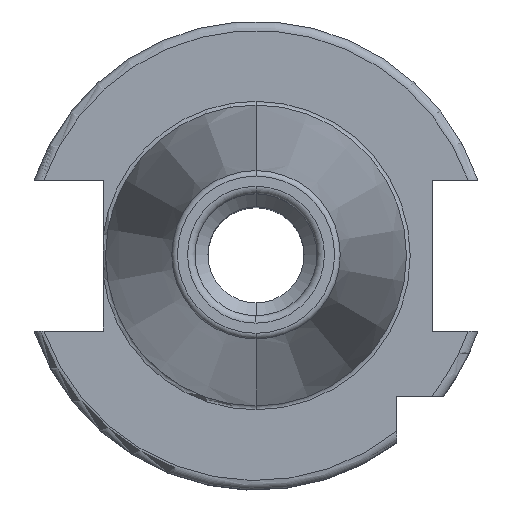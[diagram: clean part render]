
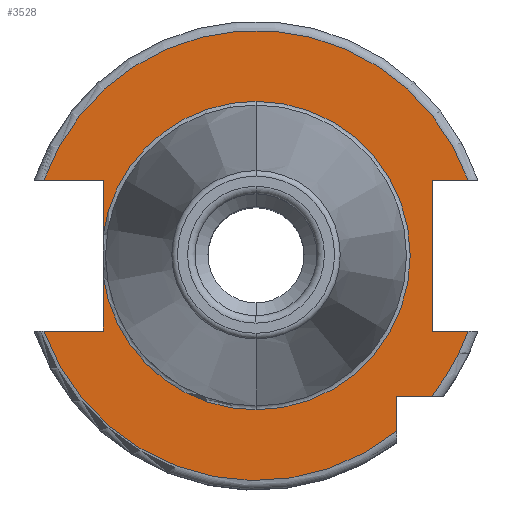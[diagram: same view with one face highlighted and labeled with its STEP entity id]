
A CAD part, top view. The second image highlights one B-rep face of the part: STEP entity #3528.
In plain terms, the highlighted planar face has unit normal (0, 0, 1).
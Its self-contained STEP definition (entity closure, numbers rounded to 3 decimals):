
#799=CARTESIAN_POINT('',(0,0,15.9));
#800=DIRECTION('',(0,0,-1));
#801=DIRECTION('',(0,1,0));
#802=AXIS2_PLACEMENT_3D('',#799,#800,#801);
#815=CARTESIAN_POINT('',(0,0,15.9));
#816=DIRECTION('',(0,0,1));
#817=DIRECTION('',(0,1,0));
#818=AXIS2_PLACEMENT_3D('',#815,#816,#817);
#830=CARTESIAN_POINT('',(0,0,15.9));
#831=DIRECTION('',(0,0,1));
#832=DIRECTION('',(-0.991,-0.135,0));
#833=AXIS2_PLACEMENT_3D('',#830,#831,#832);
#981=DIRECTION('',(1,0,0));
#982=VECTOR('',#981,6.31);
#983=CARTESIAN_POINT('',(-22.61,-8.05,15.9));
#984=LINE('',#983,#982);
#985=DIRECTION('',(0,1,0));
#986=VECTOR('',#985,5.834);
#987=CARTESIAN_POINT('',(-16.3,-8.05,15.9));
#988=LINE('',#987,#986);
#989=DIRECTION('',(0,1,0));
#990=VECTOR('',#989,5.834);
#991=CARTESIAN_POINT('',(-16.3,2.216,15.9));
#992=LINE('',#991,#990);
#993=DIRECTION('',(1,0,0));
#994=VECTOR('',#993,6.31);
#995=CARTESIAN_POINT('',(-22.61,8.05,15.9));
#996=LINE('',#995,#994);
#997=DIRECTION('',(-1,0,0));
#998=VECTOR('',#997,3.81);
#999=CARTESIAN_POINT('',(22.61,8.05,15.9));
#1000=LINE('',#999,#998);
#1001=DIRECTION('',(0,-1,0));
#1002=VECTOR('',#1001,16.1);
#1003=CARTESIAN_POINT('',(18.8,8.05,15.9));
#1004=LINE('',#1003,#1002);
#1005=DIRECTION('',(-1,0,0));
#1006=VECTOR('',#1005,3.81);
#1007=CARTESIAN_POINT('',(22.61,-8.05,15.9));
#1008=LINE('',#1007,#1006);
#1009=CARTESIAN_POINT('',(0,0,15.9));
#1010=DIRECTION('',(0,0,1));
#1011=DIRECTION('',(0.781,-0.625,0));
#1012=AXIS2_PLACEMENT_3D('',#1009,#1010,#1011);
#1014=DIRECTION('',(-1,0,0));
#1015=VECTOR('',#1014,3.735);
#1016=CARTESIAN_POINT('',(18.735,-15,15.9));
#1017=LINE('',#1016,#1015);
#1018=DIRECTION('',(0,1,0));
#1019=VECTOR('',#1018,3.735);
#1020=CARTESIAN_POINT('',(15,-18.735,15.9));
#1021=LINE('',#1020,#1019);
#1535=CARTESIAN_POINT('',(0,0,15.9));
#1536=DIRECTION('',(0,0,1));
#1537=DIRECTION('',(0.942,0.335,0));
#1538=AXIS2_PLACEMENT_3D('',#1535,#1536,#1537);
#1586=CARTESIAN_POINT('',(0,0,15.9));
#1587=DIRECTION('',(0,0,1));
#1588=DIRECTION('',(-0.942,-0.335,0));
#1589=AXIS2_PLACEMENT_3D('',#1586,#1587,#1588);
#1690=CARTESIAN_POINT('',(0,16.45,15.9));
#1692=VERTEX_POINT('',#1690);
#1712=CARTESIAN_POINT('',(0,-16.45,15.9));
#1714=VERTEX_POINT('',#1712);
#1824=CARTESIAN_POINT('',(-22.61,-8.05,15.9));
#1825=CARTESIAN_POINT('',(-16.3,-8.05,15.9));
#1826=VERTEX_POINT('',#1824);
#1827=VERTEX_POINT('',#1825);
#1828=CARTESIAN_POINT('',(-16.3,-2.216,15.9));
#1829=VERTEX_POINT('',#1828);
#1830=CARTESIAN_POINT('',(-16.3,2.216,15.9));
#1831=CARTESIAN_POINT('',(-16.3,8.05,15.9));
#1832=VERTEX_POINT('',#1830);
#1833=VERTEX_POINT('',#1831);
#1834=CARTESIAN_POINT('',(-22.61,8.05,15.9));
#1835=VERTEX_POINT('',#1834);
#1836=CARTESIAN_POINT('',(18.8,8.05,15.9));
#1837=CARTESIAN_POINT('',(18.8,-8.05,15.9));
#1838=VERTEX_POINT('',#1836);
#1839=VERTEX_POINT('',#1837);
#1840=CARTESIAN_POINT('',(22.61,-8.05,15.9));
#1841=VERTEX_POINT('',#1840);
#1842=CARTESIAN_POINT('',(22.61,8.05,15.9));
#1843=VERTEX_POINT('',#1842);
#1844=CARTESIAN_POINT('',(15,-18.735,15.9));
#1845=CARTESIAN_POINT('',(15,-15,15.9));
#1846=VERTEX_POINT('',#1844);
#1847=VERTEX_POINT('',#1845);
#1848=CARTESIAN_POINT('',(18.735,-15,15.9));
#1849=VERTEX_POINT('',#1848);
#3497=CARTESIAN_POINT('',(0,0,15.9));
#3498=DIRECTION('',(0,0,-1));
#3499=DIRECTION('',(0,-1,0));
#3500=AXIS2_PLACEMENT_3D('',#3497,#3498,#3499);
#3501=PLANE('',#3500);
#3502=ORIENTED_EDGE('',*,*,#3474,.T.);
#3503=ORIENTED_EDGE('',*,*,#3296,.T.);
#3504=ORIENTED_EDGE('',*,*,#3275,.T.);
#3505=ORIENTED_EDGE('',*,*,#3255,.F.);
#3506=ORIENTED_EDGE('',*,*,#3270,.T.);
#3507=ORIENTED_EDGE('',*,*,#3293,.T.);
#3509=ORIENTED_EDGE('',*,*,#3508,.F.);
#3511=ORIENTED_EDGE('',*,*,#3510,.F.);
#3513=ORIENTED_EDGE('',*,*,#3512,.T.);
#3515=ORIENTED_EDGE('',*,*,#3514,.T.);
#3517=ORIENTED_EDGE('',*,*,#3516,.F.);
#3519=ORIENTED_EDGE('',*,*,#3518,.F.);
#3521=ORIENTED_EDGE('',*,*,#3520,.T.);
#3523=ORIENTED_EDGE('',*,*,#3522,.F.);
#3525=ORIENTED_EDGE('',*,*,#3524,.F.);
#3526=EDGE_LOOP('',(#3502,#3503,#3504,#3505,#3506,#3507,#3509,#3511,#3513,#3515,
#3517,#3519,#3521,#3523,#3525));
#3527=FACE_OUTER_BOUND('',#3526,.F.);
#3528=ADVANCED_FACE('',(#3527),#3501,.F.);
#803=CIRCLE('',#802,16.45);
#819=CIRCLE('',#818,16.45);
#834=CIRCLE('',#833,16.45);
#1013=CIRCLE('',#1012,24);
#1539=CIRCLE('',#1538,24);
#1590=CIRCLE('',#1589,24);
#3255=EDGE_CURVE('',#1692,#1714,#803,.T.);
#3270=EDGE_CURVE('',#1692,#1832,#819,.T.);
#3275=EDGE_CURVE('',#1829,#1714,#834,.T.);
#3293=EDGE_CURVE('',#1832,#1833,#992,.T.);
#3296=EDGE_CURVE('',#1827,#1829,#988,.T.);
#3474=EDGE_CURVE('',#1826,#1827,#984,.T.);
#3508=EDGE_CURVE('',#1835,#1833,#996,.T.);
#3510=EDGE_CURVE('',#1843,#1835,#1539,.T.);
#3512=EDGE_CURVE('',#1843,#1838,#1000,.T.);
#3514=EDGE_CURVE('',#1838,#1839,#1004,.T.);
#3516=EDGE_CURVE('',#1841,#1839,#1008,.T.);
#3518=EDGE_CURVE('',#1849,#1841,#1013,.T.);
#3520=EDGE_CURVE('',#1849,#1847,#1017,.T.);
#3522=EDGE_CURVE('',#1846,#1847,#1021,.T.);
#3524=EDGE_CURVE('',#1826,#1846,#1590,.T.);
